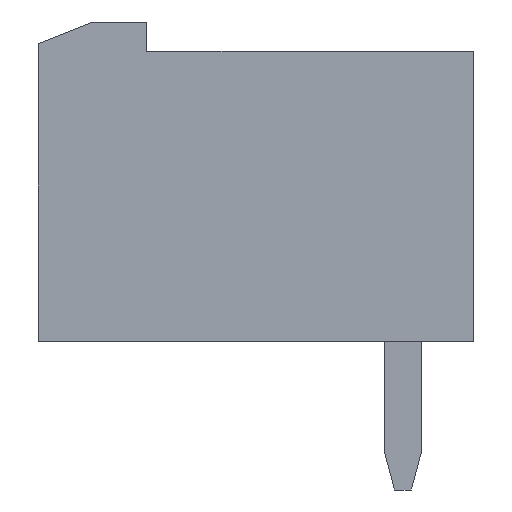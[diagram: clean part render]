
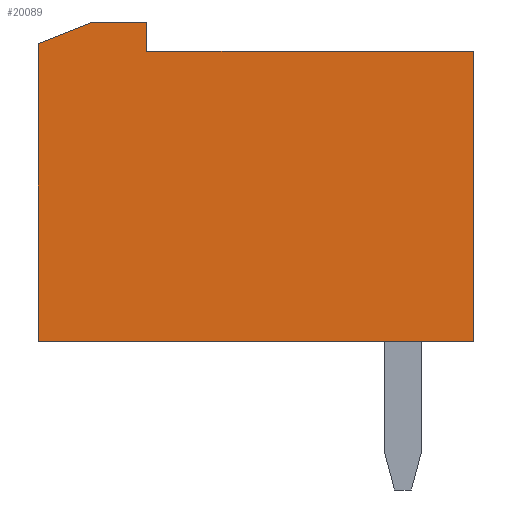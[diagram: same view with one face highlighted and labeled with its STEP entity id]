
A CAD part, left-side view. The second image highlights one B-rep face of the part: STEP entity #20089.
In plain terms, the highlighted planar face has unit normal (-1, 0, 0).
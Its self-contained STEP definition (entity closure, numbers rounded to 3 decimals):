
#1248 = VECTOR ( 'NONE', #8699, 1000. ) ;
#1958 = CARTESIAN_POINT ( 'NONE',  ( -0.5, 0., 0. ) ) ;
#2645 = VERTEX_POINT ( 'NONE', #19810 ) ;
#2894 = ORIENTED_EDGE ( 'NONE', *, *, #22174, .T. ) ;
#3219 = EDGE_CURVE ( 'NONE', #23956, #18773, #24944, .T. ) ;
#4110 = DIRECTION ( 'NONE',  ( 0., 0., -1. ) ) ;
#6205 = DIRECTION ( 'NONE',  ( -1., 0., 0. ) ) ;
#7186 = EDGE_CURVE ( 'NONE', #18773, #10530, #20203, .T. ) ;
#8148 = ORIENTED_EDGE ( 'NONE', *, *, #7186, .T. ) ;
#8699 = DIRECTION ( 'NONE',  ( 0., 1., 0. ) ) ;
#8746 = CARTESIAN_POINT ( 'NONE',  ( -0.5, 10.5, 0.8 ) ) ;
#8867 = EDGE_CURVE ( 'NONE', #2645, #12163, #21102, .T. ) ;
#9319 = VECTOR ( 'NONE', #4110, 1000. ) ;
#9500 = CARTESIAN_POINT ( 'NONE',  ( -0.5, 0., 0. ) ) ;
#9576 = ORIENTED_EDGE ( 'NONE', *, *, #3219, .T. ) ;
#10160 = CARTESIAN_POINT ( 'NONE',  ( -0.5, 0., -8. ) ) ;
#10165 = CARTESIAN_POINT ( 'NONE',  ( -0.5, 9.01, 0.8 ) ) ;
#10424 = CARTESIAN_POINT ( 'NONE',  ( -0.5, 12., -6.5 ) ) ;
#10530 = VERTEX_POINT ( 'NONE', #10165 ) ;
#10887 = DIRECTION ( 'NONE',  ( 0., 0.928, -0.371 ) ) ;
#12133 = CARTESIAN_POINT ( 'NONE',  ( -0.5, 9.01, 0. ) ) ;
#12163 = VERTEX_POINT ( 'NONE', #22146 ) ;
#12164 = EDGE_LOOP ( 'NONE', ( #27136, #23654, #2894, #9576, #8148, #15933, #16389 ) ) ;
#12359 = CARTESIAN_POINT ( 'NONE',  ( -0.5, 9.01, 0. ) ) ;
#13509 = DIRECTION ( 'NONE',  ( 0., -1., 0. ) ) ;
#13546 = LINE ( 'NONE', #23808, #18438 ) ;
#13699 = VECTOR ( 'NONE', #24747, 1000. ) ;
#14086 = EDGE_CURVE ( 'NONE', #23194, #2645, #26962, .T. ) ;
#14702 = VECTOR ( 'NONE', #20741, 1000. ) ;
#15933 = ORIENTED_EDGE ( 'NONE', *, *, #25714, .T. ) ;
#15936 = VECTOR ( 'NONE', #10887, 1000. ) ;
#16389 = ORIENTED_EDGE ( 'NONE', *, *, #14086, .T. ) ;
#17204 = CARTESIAN_POINT ( 'NONE',  ( -0.5, 9.01, 0.8 ) ) ;
#17390 = VERTEX_POINT ( 'NONE', #21843 ) ;
#18089 = LINE ( 'NONE', #17204, #1248 ) ;
#18438 = VECTOR ( 'NONE', #13509, 1000. ) ;
#18505 = AXIS2_PLACEMENT_3D ( 'NONE', #1958, #6205, #20894 ) ;
#18773 = VERTEX_POINT ( 'NONE', #12133 ) ;
#18831 = PLANE ( 'NONE',  #18505 ) ;
#19810 = CARTESIAN_POINT ( 'NONE',  ( -0.5, 12., 0.2 ) ) ;
#20089 = ADVANCED_FACE ( 'NONE', ( #20276 ), #18831, .T. ) ;
#20203 = LINE ( 'NONE', #12359, #14702 ) ;
#20276 = FACE_OUTER_BOUND ( 'NONE', #12164, .T. ) ;
#20741 = DIRECTION ( 'NONE',  ( 0., 0., 1. ) ) ;
#20894 = DIRECTION ( 'NONE',  ( 0., 0., 1. ) ) ;
#21102 = LINE ( 'NONE', #10424, #9319 ) ;
#21843 = CARTESIAN_POINT ( 'NONE',  ( -0.5, 0., -8. ) ) ;
#22037 = DIRECTION ( 'NONE',  ( 0., 1., 0. ) ) ;
#22146 = CARTESIAN_POINT ( 'NONE',  ( -0.5, 12., -8. ) ) ;
#22161 = CARTESIAN_POINT ( 'NONE',  ( -0.5, 10.5, 0.8 ) ) ;
#22174 = EDGE_CURVE ( 'NONE', #17390, #23956, #24046, .T. ) ;
#23194 = VERTEX_POINT ( 'NONE', #22161 ) ;
#23654 = ORIENTED_EDGE ( 'NONE', *, *, #24642, .T. ) ;
#23808 = CARTESIAN_POINT ( 'NONE',  ( -0.5, 12., -8. ) ) ;
#23956 = VERTEX_POINT ( 'NONE', #25789 ) ;
#24046 = LINE ( 'NONE', #10160, #13699 ) ;
#24282 = VECTOR ( 'NONE', #22037, 1000. ) ;
#24642 = EDGE_CURVE ( 'NONE', #12163, #17390, #13546, .T. ) ;
#24747 = DIRECTION ( 'NONE',  ( 0., 0., 1. ) ) ;
#24944 = LINE ( 'NONE', #9500, #24282 ) ;
#25714 = EDGE_CURVE ( 'NONE', #10530, #23194, #18089, .T. ) ;
#25789 = CARTESIAN_POINT ( 'NONE',  ( -0.5, 0., 0. ) ) ;
#26962 = LINE ( 'NONE', #8746, #15936 ) ;
#27136 = ORIENTED_EDGE ( 'NONE', *, *, #8867, .T. ) ;
